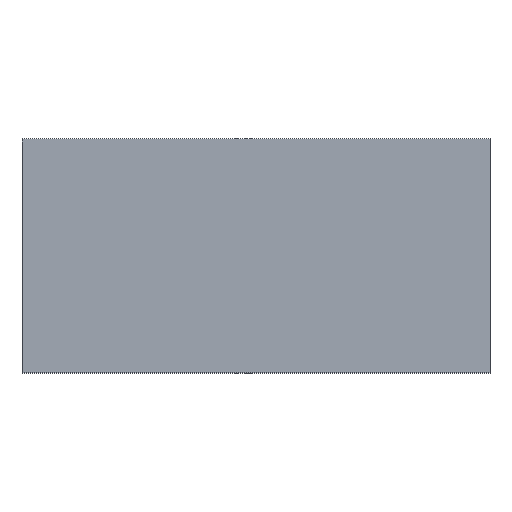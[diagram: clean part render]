
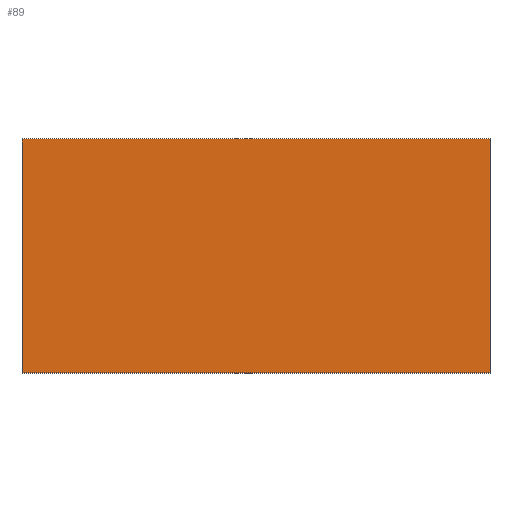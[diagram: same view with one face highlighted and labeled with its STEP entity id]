
A CAD part, top view. The second image highlights one B-rep face of the part: STEP entity #89.
In plain terms, the highlighted planar face has unit normal (0, 0, 1).
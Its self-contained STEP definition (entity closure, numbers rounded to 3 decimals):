
#4 = CARTESIAN_POINT ( 'NONE',  ( -500., 250., 30. ) ) ;
#10 = ORIENTED_EDGE ( 'NONE', *, *, #102, .T. ) ;
#17 = VECTOR ( 'NONE', #24, 1000. ) ;
#21 = CARTESIAN_POINT ( 'NONE',  ( 500., 250., 30. ) ) ;
#22 = CARTESIAN_POINT ( 'NONE',  ( 500., -250., 30. ) ) ;
#24 = DIRECTION ( 'NONE',  ( 1., 0., 0. ) ) ;
#25 = EDGE_CURVE ( 'NONE', #51, #44, #189, .T. ) ;
#32 = LINE ( 'NONE', #22, #94 ) ;
#34 = FACE_OUTER_BOUND ( 'NONE', #167, .T. ) ;
#39 = CARTESIAN_POINT ( 'NONE',  ( -500., -250., 30. ) ) ;
#40 = DIRECTION ( 'NONE',  ( 0., 1., 0. ) ) ;
#44 = VERTEX_POINT ( 'NONE', #4 ) ;
#46 = ORIENTED_EDGE ( 'NONE', *, *, #184, .T. ) ;
#47 = VERTEX_POINT ( 'NONE', #194 ) ;
#49 = AXIS2_PLACEMENT_3D ( 'NONE', #101, #157, #215 ) ;
#51 = VERTEX_POINT ( 'NONE', #21 ) ;
#87 = ORIENTED_EDGE ( 'NONE', *, *, #144, .T. ) ;
#89 = ADVANCED_FACE ( 'NONE', ( #34 ), #210, .T. ) ;
#94 = VECTOR ( 'NONE', #40, 1000. ) ;
#96 = DIRECTION ( 'NONE',  ( -1., 0., 0. ) ) ;
#98 = CARTESIAN_POINT ( 'NONE',  ( -500., 250., 30. ) ) ;
#101 = CARTESIAN_POINT ( 'NONE',  ( -500., -250., 30. ) ) ;
#102 = EDGE_CURVE ( 'NONE', #44, #117, #182, .T. ) ;
#110 = VECTOR ( 'NONE', #113, 1000. ) ;
#113 = DIRECTION ( 'NONE',  ( 0., -1., 0. ) ) ;
#117 = VERTEX_POINT ( 'NONE', #39 ) ;
#144 = EDGE_CURVE ( 'NONE', #117, #47, #149, .T. ) ;
#149 = LINE ( 'NONE', #154, #17 ) ;
#150 = ORIENTED_EDGE ( 'NONE', *, *, #25, .T. ) ;
#154 = CARTESIAN_POINT ( 'NONE',  ( -500., -250., 30. ) ) ;
#157 = DIRECTION ( 'NONE',  ( 0., 0., 1. ) ) ;
#167 = EDGE_LOOP ( 'NONE', ( #46, #150, #10, #87 ) ) ;
#173 = CARTESIAN_POINT ( 'NONE',  ( 500., 250., 30. ) ) ;
#182 = LINE ( 'NONE', #98, #110 ) ;
#184 = EDGE_CURVE ( 'NONE', #47, #51, #32, .T. ) ;
#189 = LINE ( 'NONE', #173, #208 ) ;
#194 = CARTESIAN_POINT ( 'NONE',  ( 500., -250., 30. ) ) ;
#208 = VECTOR ( 'NONE', #96, 1000. ) ;
#210 = PLANE ( 'NONE',  #49 ) ;
#215 = DIRECTION ( 'NONE',  ( 1., 0., 0. ) ) ;
